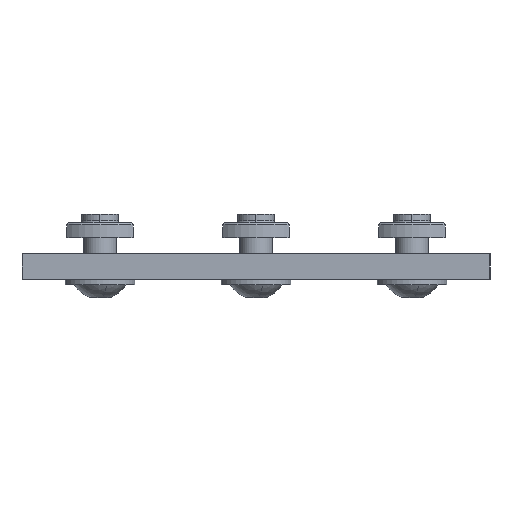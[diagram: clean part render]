
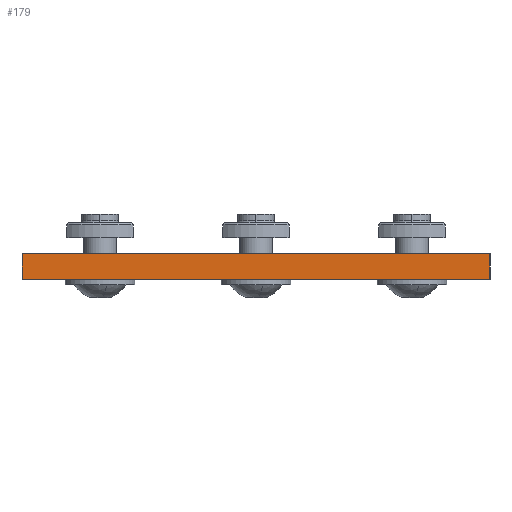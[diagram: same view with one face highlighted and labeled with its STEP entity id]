
A CAD part, left-side view. The second image highlights one B-rep face of the part: STEP entity #179.
In plain terms, the highlighted planar face has unit normal (-1, 0, 0).
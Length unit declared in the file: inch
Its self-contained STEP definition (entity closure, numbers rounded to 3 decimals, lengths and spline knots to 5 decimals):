
#41 = EDGE_CURVE ( 'NONE', #173, #128, #619, .T. ) ;
#66 = VERTEX_POINT ( 'NONE', #801 ) ;
#101 = EDGE_CURVE ( 'NONE', #66, #128, #1118, .T. ) ;
#128 = VERTEX_POINT ( 'NONE', #1274 ) ;
#134 = ORIENTED_EDGE ( 'NONE', *, *, #974, .T. ) ;
#167 = EDGE_CURVE ( 'NONE', #1284, #66, #337, .T. ) ;
#173 = VERTEX_POINT ( 'NONE', #382 ) ;
#179 = ADVANCED_FACE ( 'NONE', ( #419 ), #420, .F. ) ;
#193 = ORIENTED_EDGE ( 'NONE', *, *, #167, .F. ) ;
#271 = ORIENTED_EDGE ( 'NONE', *, *, #101, .F. ) ;
#337 = LINE ( 'NONE', #338, #339 ) ;
#338 = CARTESIAN_POINT ( 'NONE',  ( 0., 0., 0.25 ) ) ;
#339 = VECTOR ( 'NONE', #340, 39.37008 ) ;
#340 = DIRECTION ( 'NONE',  ( 0., -1., 0. ) ) ;
#382 = CARTESIAN_POINT ( 'NONE',  ( 0., 4.5, 0. ) ) ;
#419 = FACE_OUTER_BOUND ( 'NONE', #2391, .T. ) ;
#420 = PLANE ( 'NONE',  #421 ) ;
#421 = AXIS2_PLACEMENT_3D ( 'NONE', #422, #423, #424 ) ;
#422 = CARTESIAN_POINT ( 'NONE',  ( 0., 0., 0.25 ) ) ;
#423 = DIRECTION ( 'NONE',  ( 1., 0., 0. ) ) ;
#424 = DIRECTION ( 'NONE',  ( 0., 0., -1. ) ) ;
#566 = LINE ( 'NONE', #567, #568 ) ;
#567 = CARTESIAN_POINT ( 'NONE',  ( 0., 4.5, 0.25 ) ) ;
#568 = VECTOR ( 'NONE', #569, 39.37008 ) ;
#569 = DIRECTION ( 'NONE',  ( 0., 0., -1. ) ) ;
#619 = LINE ( 'NONE', #620, #621 ) ;
#620 = CARTESIAN_POINT ( 'NONE',  ( 0., 0., 0. ) ) ;
#621 = VECTOR ( 'NONE', #622, 39.37008 ) ;
#622 = DIRECTION ( 'NONE',  ( 0., -1., 0. ) ) ;
#734 = CARTESIAN_POINT ( 'NONE',  ( 0., 4.5, 0.25 ) ) ;
#801 = CARTESIAN_POINT ( 'NONE',  ( 0., 0., 0.25 ) ) ;
#974 = EDGE_CURVE ( 'NONE', #1284, #173, #566, .T. ) ;
#1118 = LINE ( 'NONE', #1119, #1120 ) ;
#1119 = CARTESIAN_POINT ( 'NONE',  ( 0., 0., 0.25 ) ) ;
#1120 = VECTOR ( 'NONE', #1121, 39.37008 ) ;
#1121 = DIRECTION ( 'NONE',  ( 0., 0., -1. ) ) ;
#1274 = CARTESIAN_POINT ( 'NONE',  ( 0., 0., 0. ) ) ;
#1284 = VERTEX_POINT ( 'NONE', #734 ) ;
#1752 = ORIENTED_EDGE ( 'NONE', *, *, #41, .T. ) ;
#2391 = EDGE_LOOP ( 'NONE', ( #1752, #271, #193, #134 ) ) ;
